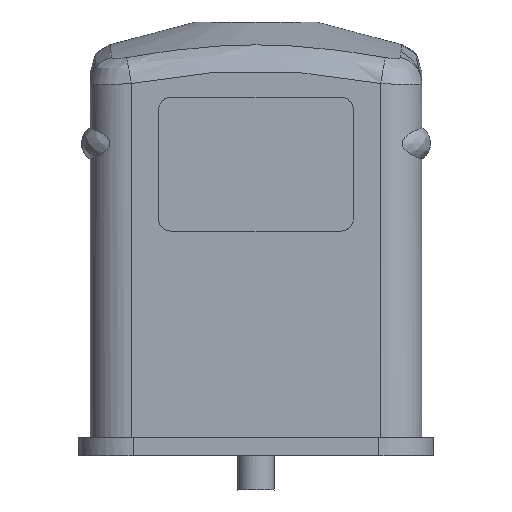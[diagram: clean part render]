
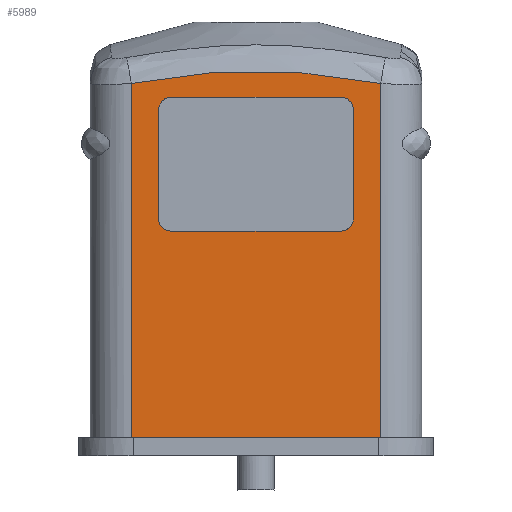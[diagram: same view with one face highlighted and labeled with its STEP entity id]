
A CAD part, front view. The second image highlights one B-rep face of the part: STEP entity #5989.
In plain terms, the highlighted planar face has unit normal (0, -1, 0).
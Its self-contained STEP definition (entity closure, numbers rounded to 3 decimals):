
#5855=AXIS2_PLACEMENT_3D('Plane Axis2P3D',#5852,#5853,#5854) ;
#5166=CARTESIAN_POINT('Vertex',(4.35,0.95,33.444)) ;
#5224=CARTESIAN_POINT('Vertex',(24.85,0.95,33.444)) ;
#5228=CARTESIAN_POINT('Control Point',(24.85,0.95,33.444)) ;
#5229=CARTESIAN_POINT('Control Point',(24.001,0.95,33.596)) ;
#5230=CARTESIAN_POINT('Control Point',(21.879,0.95,33.949)) ;
#5231=CARTESIAN_POINT('Control Point',(19.327,0.95,34.267)) ;
#5232=CARTESIAN_POINT('Control Point',(17.195,0.95,34.422)) ;
#5233=CARTESIAN_POINT('Control Point',(14.101,0.95,34.566)) ;
#5234=CARTESIAN_POINT('Control Point',(11.313,0.95,34.422)) ;
#5235=CARTESIAN_POINT('Control Point',(7.444,0.95,33.963)) ;
#5236=CARTESIAN_POINT('Control Point',(5.841,0.95,33.711)) ;
#5237=CARTESIAN_POINT('Control Point',(4.35,0.95,33.444)) ;
#5785=CARTESIAN_POINT('Vertex',(4.35,0.95,4.31)) ;
#5790=CARTESIAN_POINT('Line Origine',(4.35,0.95,38.5)) ;
#5852=CARTESIAN_POINT('Axis2P3D Location',(28.25,0.95,38.5)) ;
#5857=CARTESIAN_POINT('Line Origine',(14.6,0.95,4.31)) ;
#5861=CARTESIAN_POINT('Vertex',(24.85,0.95,4.31)) ;
#5864=CARTESIAN_POINT('Line Origine',(24.85,0.95,18.877)) ;
#5876=CARTESIAN_POINT('Control Point',(7.6,0.95,21.3)) ;
#5877=CARTESIAN_POINT('Control Point',(7.502,0.95,21.3)) ;
#5878=CARTESIAN_POINT('Control Point',(7.404,0.95,21.312)) ;
#5879=CARTESIAN_POINT('Control Point',(7.308,0.95,21.336)) ;
#5880=CARTESIAN_POINT('Control Point',(7.124,0.95,21.407)) ;
#5881=CARTESIAN_POINT('Control Point',(6.962,0.95,21.52)) ;
#5882=CARTESIAN_POINT('Control Point',(6.889,0.95,21.587)) ;
#5883=CARTESIAN_POINT('Control Point',(6.76,0.95,21.736)) ;
#5884=CARTESIAN_POINT('Control Point',(6.67,0.95,21.912)) ;
#5885=CARTESIAN_POINT('Control Point',(6.637,0.95,22.005)) ;
#5886=CARTESIAN_POINT('Control Point',(6.61,0.95,22.121)) ;
#5887=CARTESIAN_POINT('Control Point',(6.602,0.95,22.239)) ;
#5888=CARTESIAN_POINT('Control Point',(6.601,0.95,22.26)) ;
#5889=CARTESIAN_POINT('Control Point',(6.6,0.95,22.28)) ;
#5890=CARTESIAN_POINT('Control Point',(6.6,0.95,22.3)) ;
#5891=CARTESIAN_POINT('Vertex',(7.6,0.95,21.3)) ;
#5893=CARTESIAN_POINT('Vertex',(6.6,0.95,22.3)) ;
#5896=CARTESIAN_POINT('Line Origine',(6.6,0.95,26.8)) ;
#5900=CARTESIAN_POINT('Vertex',(6.6,0.95,31.3)) ;
#5904=CARTESIAN_POINT('Control Point',(6.6,0.95,31.3)) ;
#5905=CARTESIAN_POINT('Control Point',(6.6,0.95,31.398)) ;
#5906=CARTESIAN_POINT('Control Point',(6.612,0.95,31.496)) ;
#5907=CARTESIAN_POINT('Control Point',(6.636,0.95,31.592)) ;
#5908=CARTESIAN_POINT('Control Point',(6.707,0.95,31.776)) ;
#5909=CARTESIAN_POINT('Control Point',(6.82,0.95,31.938)) ;
#5910=CARTESIAN_POINT('Control Point',(6.887,0.95,32.011)) ;
#5911=CARTESIAN_POINT('Control Point',(7.036,0.95,32.14)) ;
#5912=CARTESIAN_POINT('Control Point',(7.212,0.95,32.23)) ;
#5913=CARTESIAN_POINT('Control Point',(7.305,0.95,32.263)) ;
#5914=CARTESIAN_POINT('Control Point',(7.421,0.95,32.29)) ;
#5915=CARTESIAN_POINT('Control Point',(7.539,0.95,32.298)) ;
#5916=CARTESIAN_POINT('Control Point',(7.56,0.95,32.299)) ;
#5917=CARTESIAN_POINT('Control Point',(7.58,0.95,32.3)) ;
#5918=CARTESIAN_POINT('Control Point',(7.6,0.95,32.3)) ;
#5919=CARTESIAN_POINT('Vertex',(7.6,0.95,32.3)) ;
#5922=CARTESIAN_POINT('Line Origine',(14.6,0.95,32.3)) ;
#5926=CARTESIAN_POINT('Vertex',(21.6,0.95,32.3)) ;
#5930=CARTESIAN_POINT('Control Point',(21.6,0.95,32.3)) ;
#5931=CARTESIAN_POINT('Control Point',(21.698,0.95,32.3)) ;
#5932=CARTESIAN_POINT('Control Point',(21.796,0.95,32.288)) ;
#5933=CARTESIAN_POINT('Control Point',(21.892,0.95,32.264)) ;
#5934=CARTESIAN_POINT('Control Point',(22.076,0.95,32.193)) ;
#5935=CARTESIAN_POINT('Control Point',(22.238,0.95,32.08)) ;
#5936=CARTESIAN_POINT('Control Point',(22.311,0.95,32.013)) ;
#5937=CARTESIAN_POINT('Control Point',(22.44,0.95,31.864)) ;
#5938=CARTESIAN_POINT('Control Point',(22.53,0.95,31.688)) ;
#5939=CARTESIAN_POINT('Control Point',(22.563,0.95,31.595)) ;
#5940=CARTESIAN_POINT('Control Point',(22.59,0.95,31.479)) ;
#5941=CARTESIAN_POINT('Control Point',(22.598,0.95,31.361)) ;
#5942=CARTESIAN_POINT('Control Point',(22.599,0.95,31.34)) ;
#5943=CARTESIAN_POINT('Control Point',(22.6,0.95,31.32)) ;
#5944=CARTESIAN_POINT('Control Point',(22.6,0.95,31.3)) ;
#5945=CARTESIAN_POINT('Vertex',(22.6,0.95,31.3)) ;
#5948=CARTESIAN_POINT('Line Origine',(22.6,0.95,26.8)) ;
#5952=CARTESIAN_POINT('Vertex',(22.6,0.95,22.3)) ;
#5956=CARTESIAN_POINT('Control Point',(22.6,0.95,22.3)) ;
#5957=CARTESIAN_POINT('Control Point',(22.6,0.95,22.202)) ;
#5958=CARTESIAN_POINT('Control Point',(22.588,0.95,22.104)) ;
#5959=CARTESIAN_POINT('Control Point',(22.564,0.95,22.008)) ;
#5960=CARTESIAN_POINT('Control Point',(22.493,0.95,21.824)) ;
#5961=CARTESIAN_POINT('Control Point',(22.38,0.95,21.662)) ;
#5962=CARTESIAN_POINT('Control Point',(22.313,0.95,21.589)) ;
#5963=CARTESIAN_POINT('Control Point',(22.164,0.95,21.46)) ;
#5964=CARTESIAN_POINT('Control Point',(21.988,0.95,21.37)) ;
#5965=CARTESIAN_POINT('Control Point',(21.895,0.95,21.337)) ;
#5966=CARTESIAN_POINT('Control Point',(21.779,0.95,21.31)) ;
#5967=CARTESIAN_POINT('Control Point',(21.661,0.95,21.302)) ;
#5968=CARTESIAN_POINT('Control Point',(21.64,0.95,21.301)) ;
#5969=CARTESIAN_POINT('Control Point',(21.62,0.95,21.3)) ;
#5970=CARTESIAN_POINT('Control Point',(21.6,0.95,21.3)) ;
#5971=CARTESIAN_POINT('Vertex',(21.6,0.95,21.3)) ;
#5974=CARTESIAN_POINT('Line Origine',(14.6,0.95,21.3)) ;
#5791=DIRECTION('Vector Direction',(0.,0.,-1.)) ;
#5853=DIRECTION('Axis2P3D Direction',(0.,-1.,0.)) ;
#5854=DIRECTION('Axis2P3D XDirection',(0.,0.,-1.)) ;
#5858=DIRECTION('Vector Direction',(-1.,0.,0.)) ;
#5865=DIRECTION('Vector Direction',(0.,0.,1.)) ;
#5897=DIRECTION('Vector Direction',(0.,0.,1.)) ;
#5923=DIRECTION('Vector Direction',(1.,0.,0.)) ;
#5949=DIRECTION('Vector Direction',(0.,0.,-1.)) ;
#5975=DIRECTION('Vector Direction',(-1.,0.,0.)) ;
#5792=VECTOR('Line Direction',#5791,1.) ;
#5859=VECTOR('Line Direction',#5858,1.) ;
#5866=VECTOR('Line Direction',#5865,1.) ;
#5898=VECTOR('Line Direction',#5897,1.) ;
#5924=VECTOR('Line Direction',#5923,1.) ;
#5950=VECTOR('Line Direction',#5949,1.) ;
#5976=VECTOR('Line Direction',#5975,1.) ;
#5870=ORIENTED_EDGE('',*,*,#5863,.F.) ;
#5871=ORIENTED_EDGE('',*,*,#5868,.T.) ;
#5872=ORIENTED_EDGE('',*,*,#5238,.T.) ;
#5873=ORIENTED_EDGE('',*,*,#5794,.T.) ;
#5980=ORIENTED_EDGE('',*,*,#5895,.T.) ;
#5981=ORIENTED_EDGE('',*,*,#5902,.T.) ;
#5982=ORIENTED_EDGE('',*,*,#5921,.T.) ;
#5983=ORIENTED_EDGE('',*,*,#5928,.T.) ;
#5984=ORIENTED_EDGE('',*,*,#5947,.T.) ;
#5985=ORIENTED_EDGE('',*,*,#5954,.T.) ;
#5986=ORIENTED_EDGE('',*,*,#5973,.T.) ;
#5987=ORIENTED_EDGE('',*,*,#5978,.T.) ;
#5988=FACE_BOUND('',#5979,.T.) ;
#5989=ADVANCED_FACE('Hauptkoerper',(#5874,#5988),#5856,.T.) ;
#5875=B_SPLINE_CURVE_WITH_KNOTS('',5,(#5876,#5877,#5878,#5879,#5880,#5881,#5882,#5883,#5884,#5885,#5886,#5887,#5888,#5889,#5890),.UNSPECIFIED.,.F.,.U.,(6,3,3,3,6),(0.,0.693,1.386,2.078,2.221),.UNSPECIFIED.) ;
#5903=B_SPLINE_CURVE_WITH_KNOTS('',5,(#5904,#5905,#5906,#5907,#5908,#5909,#5910,#5911,#5912,#5913,#5914,#5915,#5916,#5917,#5918),.UNSPECIFIED.,.F.,.U.,(6,3,3,3,6),(0.,0.693,1.386,2.078,2.221),.UNSPECIFIED.) ;
#5929=B_SPLINE_CURVE_WITH_KNOTS('',5,(#5930,#5931,#5932,#5933,#5934,#5935,#5936,#5937,#5938,#5939,#5940,#5941,#5942,#5943,#5944),.UNSPECIFIED.,.F.,.U.,(6,3,3,3,6),(0.,0.693,1.386,2.078,2.221),.UNSPECIFIED.) ;
#5955=B_SPLINE_CURVE_WITH_KNOTS('',5,(#5956,#5957,#5958,#5959,#5960,#5961,#5962,#5963,#5964,#5965,#5966,#5967,#5968,#5969,#5970),.UNSPECIFIED.,.F.,.U.,(6,3,3,3,6),(0.,0.693,1.386,2.078,2.221),.UNSPECIFIED.) ;
#5238=EDGE_CURVE('',#5225,#5167,#5227,.T.) ;
#5794=EDGE_CURVE('',#5167,#5786,#5793,.T.) ;
#5863=EDGE_CURVE('',#5862,#5786,#5860,.T.) ;
#5868=EDGE_CURVE('',#5862,#5225,#5867,.T.) ;
#5895=EDGE_CURVE('',#5892,#5894,#5875,.T.) ;
#5902=EDGE_CURVE('',#5894,#5901,#5899,.T.) ;
#5921=EDGE_CURVE('',#5901,#5920,#5903,.T.) ;
#5928=EDGE_CURVE('',#5920,#5927,#5925,.T.) ;
#5947=EDGE_CURVE('',#5927,#5946,#5929,.T.) ;
#5954=EDGE_CURVE('',#5946,#5953,#5951,.T.) ;
#5973=EDGE_CURVE('',#5953,#5972,#5955,.T.) ;
#5978=EDGE_CURVE('',#5972,#5892,#5977,.T.) ;
#5869=EDGE_LOOP('',(#5870,#5871,#5872,#5873)) ;
#5979=EDGE_LOOP('',(#5980,#5981,#5982,#5983,#5984,#5985,#5986,#5987)) ;
#5874=FACE_OUTER_BOUND('',#5869,.T.) ;
#5793=LINE('Line',#5790,#5792) ;
#5860=LINE('Line',#5857,#5859) ;
#5867=LINE('Line',#5864,#5866) ;
#5899=LINE('Line',#5896,#5898) ;
#5925=LINE('Line',#5922,#5924) ;
#5951=LINE('Line',#5948,#5950) ;
#5977=LINE('Line',#5974,#5976) ;
#5856=PLANE('',#5855) ;
#5167=VERTEX_POINT('',#5166) ;
#5225=VERTEX_POINT('',#5224) ;
#5786=VERTEX_POINT('',#5785) ;
#5862=VERTEX_POINT('',#5861) ;
#5892=VERTEX_POINT('',#5891) ;
#5894=VERTEX_POINT('',#5893) ;
#5901=VERTEX_POINT('',#5900) ;
#5920=VERTEX_POINT('',#5919) ;
#5927=VERTEX_POINT('',#5926) ;
#5946=VERTEX_POINT('',#5945) ;
#5953=VERTEX_POINT('',#5952) ;
#5972=VERTEX_POINT('',#5971) ;
#5227=(BOUNDED_CURVE()B_SPLINE_CURVE(3,(#5228,#5229,#5230,#5231,#5232,#5233,#5234,#5235,#5236,#5237),.UNSPECIFIED.,.F.,.U.)B_SPLINE_CURVE_WITH_KNOTS((4,1,1,1,1,1,1,4),(0.,2.637,6.591,7.91,9.228,16.149,16.478,21.092),.UNSPECIFIED.)CURVE()GEOMETRIC_REPRESENTATION_ITEM()RATIONAL_B_SPLINE_CURVE((1.,1.,1.,1.,1.,1.,1.,1.,1.,1.))REPRESENTATION_ITEM('')) ;
